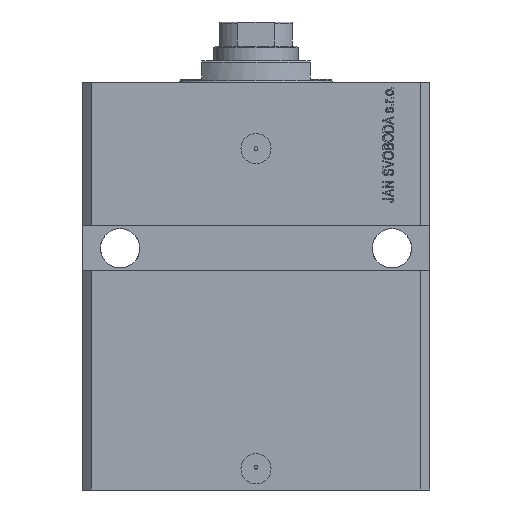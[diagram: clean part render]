
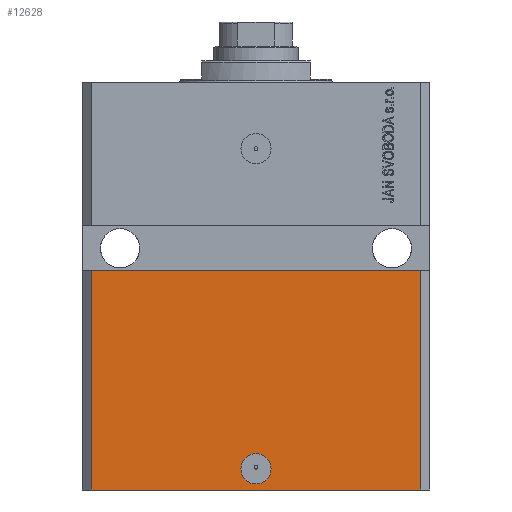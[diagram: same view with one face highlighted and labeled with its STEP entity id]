
A CAD part, front view. The second image highlights one B-rep face of the part: STEP entity #12628.
In plain terms, the highlighted planar face has unit normal (0, -1, 0).
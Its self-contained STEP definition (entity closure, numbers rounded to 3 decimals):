
#54 = DIRECTION ( 'NONE',  ( 1., 0., 0. ) ) ;
#128 = FACE_BOUND ( 'NONE', #47013, .T. ) ;
#378 = VERTEX_POINT ( 'NONE', #12876 ) ;
#928 = LINE ( 'NONE', #42037, #15270 ) ;
#2397 = DIRECTION ( 'NONE',  ( 1., 0., 0. ) ) ;
#2933 = ORIENTED_EDGE ( 'NONE', *, *, #35965, .F. ) ;
#4062 = CARTESIAN_POINT ( 'NONE',  ( 0., -45., -128. ) ) ;
#5217 = VERTEX_POINT ( 'NONE', #21547 ) ;
#5402 = CARTESIAN_POINT ( 'NONE',  ( 5., -45., -128. ) ) ;
#6573 = DIRECTION ( 'NONE',  ( 0., 0., 1. ) ) ;
#7976 = DIRECTION ( 'NONE',  ( 1., 0., 0. ) ) ;
#10270 = CARTESIAN_POINT ( 'NONE',  ( 0., -45., -128. ) ) ;
#11455 = DIRECTION ( 'NONE',  ( 0., -1., 0. ) ) ;
#12480 = DIRECTION ( 'NONE',  ( 0., 0., 1. ) ) ;
#12628 = ADVANCED_FACE ( 'NONE', ( #128, #15129 ), #30145, .T. ) ;
#12876 = CARTESIAN_POINT ( 'NONE',  ( -54.5, -45., -135. ) ) ;
#13327 = CARTESIAN_POINT ( 'NONE',  ( -54.5, -45., -62.5 ) ) ;
#14372 = CARTESIAN_POINT ( 'NONE',  ( 54.5, -45., -62.5 ) ) ;
#14675 = ORIENTED_EDGE ( 'NONE', *, *, #24718, .F. ) ;
#15129 = FACE_OUTER_BOUND ( 'NONE', #20185, .T. ) ;
#15270 = VECTOR ( 'NONE', #12480, 1000. ) ;
#15295 = EDGE_CURVE ( 'NONE', #378, #39860, #21465, .T. ) ;
#16930 = DIRECTION ( 'NONE',  ( 0., -1., 0. ) ) ;
#17535 = CARTESIAN_POINT ( 'NONE',  ( -54.5, -45., -135. ) ) ;
#18505 = LINE ( 'NONE', #33522, #34587 ) ;
#20185 = EDGE_LOOP ( 'NONE', ( #2933, #32976, #37137, #22106 ) ) ;
#20615 = EDGE_CURVE ( 'NONE', #378, #27311, #38219, .T. ) ;
#20806 = AXIS2_PLACEMENT_3D ( 'NONE', #4062, #29915, #40771 ) ;
#21465 = LINE ( 'NONE', #17535, #39398 ) ;
#21547 = CARTESIAN_POINT ( 'NONE',  ( -5., -45., -128. ) ) ;
#22106 = ORIENTED_EDGE ( 'NONE', *, *, #23176, .T. ) ;
#22343 = CARTESIAN_POINT ( 'NONE',  ( 54.5, -45., -135. ) ) ;
#23176 = EDGE_CURVE ( 'NONE', #39860, #34747, #928, .T. ) ;
#24718 = EDGE_CURVE ( 'NONE', #5217, #28615, #29452, .T. ) ;
#27311 = VERTEX_POINT ( 'NONE', #13327 ) ;
#28615 = VERTEX_POINT ( 'NONE', #5402 ) ;
#28998 = EDGE_CURVE ( 'NONE', #28615, #5217, #44448, .T. ) ;
#29452 = CIRCLE ( 'NONE', #20806, 5. ) ;
#29483 = AXIS2_PLACEMENT_3D ( 'NONE', #10270, #16930, #2397 ) ;
#29915 = DIRECTION ( 'NONE',  ( 0., -1., 0. ) ) ;
#30096 = VECTOR ( 'NONE', #6573, 1000. ) ;
#30145 = PLANE ( 'NONE',  #40194 ) ;
#32976 = ORIENTED_EDGE ( 'NONE', *, *, #20615, .F. ) ;
#33522 = CARTESIAN_POINT ( 'NONE',  ( -57.5, -45., -62.5 ) ) ;
#34587 = VECTOR ( 'NONE', #54, 1000. ) ;
#34747 = VERTEX_POINT ( 'NONE', #14372 ) ;
#35965 = EDGE_CURVE ( 'NONE', #27311, #34747, #18505, .T. ) ;
#36129 = CARTESIAN_POINT ( 'NONE',  ( -54.5, -45., -135. ) ) ;
#37137 = ORIENTED_EDGE ( 'NONE', *, *, #15295, .T. ) ;
#38219 = LINE ( 'NONE', #36129, #30096 ) ;
#39398 = VECTOR ( 'NONE', #43901, 1000. ) ;
#39860 = VERTEX_POINT ( 'NONE', #22343 ) ;
#40194 = AXIS2_PLACEMENT_3D ( 'NONE', #41247, #11455, #7976 ) ;
#40771 = DIRECTION ( 'NONE',  ( 1., 0., 0. ) ) ;
#40851 = ORIENTED_EDGE ( 'NONE', *, *, #28998, .F. ) ;
#41247 = CARTESIAN_POINT ( 'NONE',  ( -54.5, -45., -135. ) ) ;
#42037 = CARTESIAN_POINT ( 'NONE',  ( 54.5, -45., -135. ) ) ;
#43901 = DIRECTION ( 'NONE',  ( 1., 0., 0. ) ) ;
#44448 = CIRCLE ( 'NONE', #29483, 5. ) ;
#47013 = EDGE_LOOP ( 'NONE', ( #40851, #14675 ) ) ;
